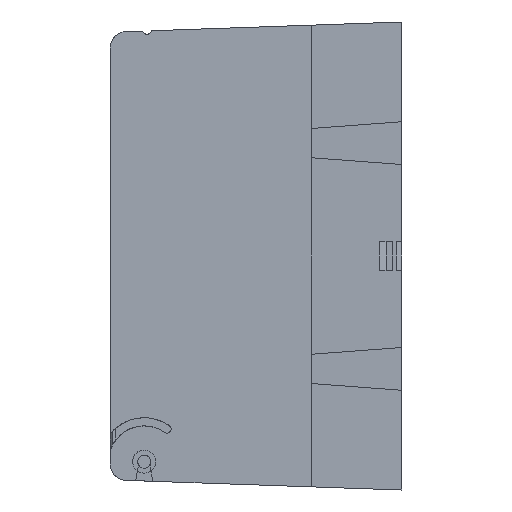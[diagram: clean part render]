
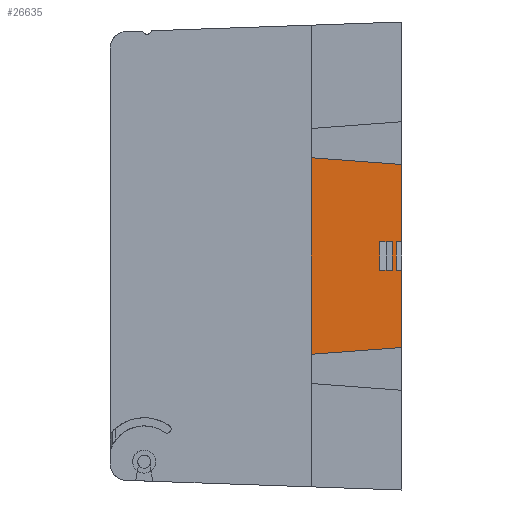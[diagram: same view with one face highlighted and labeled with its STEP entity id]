
A CAD part, left-side view. The second image highlights one B-rep face of the part: STEP entity #26635.
In plain terms, the highlighted planar face has unit normal (-1, 0, 0).
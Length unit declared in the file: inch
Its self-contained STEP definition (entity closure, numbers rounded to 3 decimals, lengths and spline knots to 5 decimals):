
#226 = ORIENTED_EDGE ( 'NONE', *, *, #20754, .T. ) ;
#867 = VECTOR ( 'NONE', #23526, 39.37008 ) ;
#2416 = EDGE_CURVE ( 'NONE', #46656, #29193, #59736, .T. ) ;
#2810 = ORIENTED_EDGE ( 'NONE', *, *, #14665, .F. ) ;
#3056 = CARTESIAN_POINT ( 'NONE',  ( -6.525, 0.115, 0.175 ) ) ;
#3833 = CARTESIAN_POINT ( 'NONE',  ( -6.525, 0., 0.175 ) ) ;
#4693 = EDGE_CURVE ( 'NONE', #46656, #14464, #65474, .T. ) ;
#5218 = DIRECTION ( 'NONE',  ( 0., -1., 0. ) ) ;
#5447 = CARTESIAN_POINT ( 'NONE',  ( -6.525, 0.115, 0.175 ) ) ;
#5846 = CARTESIAN_POINT ( 'NONE',  ( -6.525, 0., -1.115 ) ) ;
#6657 = EDGE_LOOP ( 'NONE', ( #12498, #226, #7368, #19975 ) ) ;
#7368 = ORIENTED_EDGE ( 'NONE', *, *, #22417, .T. ) ;
#7698 = CARTESIAN_POINT ( 'NONE',  ( -6.525, 0.115, -0.175 ) ) ;
#7857 = LINE ( 'NONE', #48049, #35016 ) ;
#7987 = DIRECTION ( 'NONE',  ( 0., 0., 1. ) ) ;
#8225 = CARTESIAN_POINT ( 'NONE',  ( -6.525, 0.115, -0.175 ) ) ;
#8325 = EDGE_CURVE ( 'NONE', #14464, #55531, #54873, .T. ) ;
#8655 = CARTESIAN_POINT ( 'NONE',  ( -6.525, 1.1, -1.19653 ) ) ;
#8871 = DIRECTION ( 'NONE',  ( 0., 0., -1. ) ) ;
#10061 = FACE_OUTER_BOUND ( 'NONE', #54422, .T. ) ;
#12498 = ORIENTED_EDGE ( 'NONE', *, *, #26343, .F. ) ;
#12620 = CARTESIAN_POINT ( 'NONE',  ( -6.525, 0.26794, -0.175 ) ) ;
#13091 = CARTESIAN_POINT ( 'NONE',  ( -6.525, 1.1, 1.19653 ) ) ;
#13379 = DIRECTION ( 'NONE',  ( 0., -0.997, -0.074 ) ) ;
#14464 = VERTEX_POINT ( 'NONE', #68506 ) ;
#14665 = EDGE_CURVE ( 'NONE', #58499, #31409, #7857, .T. ) ;
#14675 = DIRECTION ( 'NONE',  ( 0., 0., -1. ) ) ;
#14755 = CARTESIAN_POINT ( 'NONE',  ( -6.525, 0., 6.44233 ) ) ;
#15330 = EDGE_CURVE ( 'NONE', #43217, #55531, #50704, .T. ) ;
#16534 = ORIENTED_EDGE ( 'NONE', *, *, #15330, .T. ) ;
#16868 = DIRECTION ( 'NONE',  ( 0., -1., 0. ) ) ;
#17015 = VERTEX_POINT ( 'NONE', #7698 ) ;
#17381 = CARTESIAN_POINT ( 'NONE',  ( -6.525, 0., 1.115 ) ) ;
#17947 = VERTEX_POINT ( 'NONE', #3056 ) ;
#18001 = CARTESIAN_POINT ( 'NONE',  ( -6.525, 0., 0.175 ) ) ;
#18115 = CARTESIAN_POINT ( 'NONE',  ( -6.525, 0., -0.175 ) ) ;
#18723 = LINE ( 'NONE', #60988, #867 ) ;
#19975 = ORIENTED_EDGE ( 'NONE', *, *, #26038, .F. ) ;
#20752 = CARTESIAN_POINT ( 'NONE',  ( -6.525, 1.1, 6.44233 ) ) ;
#20754 = EDGE_CURVE ( 'NONE', #65973, #34109, #43822, .T. ) ;
#21331 = ORIENTED_EDGE ( 'NONE', *, *, #8325, .F. ) ;
#22025 = LINE ( 'NONE', #52048, #43133 ) ;
#22417 = EDGE_CURVE ( 'NONE', #34109, #17947, #45359, .T. ) ;
#22988 = PLANE ( 'NONE',  #57004 ) ;
#23526 = DIRECTION ( 'NONE',  ( 0., -1., 0. ) ) ;
#24759 = VECTOR ( 'NONE', #37270, 39.37008 ) ;
#25882 = CARTESIAN_POINT ( 'NONE',  ( -6.525, 0.065, 0.175 ) ) ;
#25907 = VECTOR ( 'NONE', #16868, 39.37008 ) ;
#26038 = EDGE_CURVE ( 'NONE', #17015, #17947, #51696, .T. ) ;
#26220 = VECTOR ( 'NONE', #14675, 39.37008 ) ;
#26343 = EDGE_CURVE ( 'NONE', #65973, #17015, #18723, .T. ) ;
#26635 = ADVANCED_FACE ( 'NONE', ( #10061, #51561 ), #22988, .F. ) ;
#29193 = VERTEX_POINT ( 'NONE', #25882 ) ;
#29195 = EDGE_CURVE ( 'NONE', #29193, #31409, #39140, .T. ) ;
#29620 = DIRECTION ( 'NONE',  ( 0., 0., 1. ) ) ;
#30084 = CARTESIAN_POINT ( 'NONE',  ( -6.525, 0.065, -0.175 ) ) ;
#30964 = VECTOR ( 'NONE', #5218, 39.37008 ) ;
#30969 = CARTESIAN_POINT ( 'NONE',  ( -6.525, 0.26794, 0.175 ) ) ;
#31409 = VERTEX_POINT ( 'NONE', #18001 ) ;
#34109 = VERTEX_POINT ( 'NONE', #30969 ) ;
#34235 = ORIENTED_EDGE ( 'NONE', *, *, #4693, .F. ) ;
#35010 = LINE ( 'NONE', #20752, #47571 ) ;
#35016 = VECTOR ( 'NONE', #47364, 39.37008 ) ;
#37270 = DIRECTION ( 'NONE',  ( 0., -1., 0. ) ) ;
#37397 = VECTOR ( 'NONE', #7987, 39.37008 ) ;
#38281 = ORIENTED_EDGE ( 'NONE', *, *, #55814, .T. ) ;
#39140 = LINE ( 'NONE', #3833, #24759 ) ;
#43133 = VECTOR ( 'NONE', #13379, 39.37008 ) ;
#43217 = VERTEX_POINT ( 'NONE', #8655 ) ;
#43822 = LINE ( 'NONE', #61474, #58058 ) ;
#44592 = EDGE_CURVE ( 'NONE', #59397, #58499, #22025, .T. ) ;
#45359 = LINE ( 'NONE', #5447, #30964 ) ;
#45482 = DIRECTION ( 'NONE',  ( 0., 0., 1. ) ) ;
#46656 = VERTEX_POINT ( 'NONE', #61830 ) ;
#47364 = DIRECTION ( 'NONE',  ( 0., 0., -1. ) ) ;
#47571 = VECTOR ( 'NONE', #57316, 39.37008 ) ;
#47919 = DIRECTION ( 'NONE',  ( 1., 0., 0. ) ) ;
#48049 = CARTESIAN_POINT ( 'NONE',  ( -6.525, 0., 6.44233 ) ) ;
#49002 = VECTOR ( 'NONE', #55263, 39.37008 ) ;
#50704 = LINE ( 'NONE', #56095, #49002 ) ;
#51561 = FACE_BOUND ( 'NONE', #6657, .T. ) ;
#51696 = LINE ( 'NONE', #8225, #37397 ) ;
#52048 = CARTESIAN_POINT ( 'NONE',  ( -6.525, 0., 1.115 ) ) ;
#54422 = EDGE_LOOP ( 'NONE', ( #21331, #34235, #61026, #62459, #2810, #65137, #38281, #16534 ) ) ;
#54873 = LINE ( 'NONE', #14755, #26220 ) ;
#55263 = DIRECTION ( 'NONE',  ( 0., -0.997, 0.074 ) ) ;
#55531 = VERTEX_POINT ( 'NONE', #5846 ) ;
#55814 = EDGE_CURVE ( 'NONE', #59397, #43217, #35010, .T. ) ;
#56095 = CARTESIAN_POINT ( 'NONE',  ( -6.525, -0.55706, -1.07371 ) ) ;
#57004 = AXIS2_PLACEMENT_3D ( 'NONE', #64952, #47919, #8871 ) ;
#57316 = DIRECTION ( 'NONE',  ( 0., 0., -1. ) ) ;
#58058 = VECTOR ( 'NONE', #45482, 39.37008 ) ;
#58499 = VERTEX_POINT ( 'NONE', #17381 ) ;
#59397 = VERTEX_POINT ( 'NONE', #13091 ) ;
#59736 = LINE ( 'NONE', #30084, #60495 ) ;
#60495 = VECTOR ( 'NONE', #29620, 39.37008 ) ;
#60988 = CARTESIAN_POINT ( 'NONE',  ( -6.525, 0.115, -0.175 ) ) ;
#61026 = ORIENTED_EDGE ( 'NONE', *, *, #2416, .T. ) ;
#61474 = CARTESIAN_POINT ( 'NONE',  ( -6.525, 0.26794, -0.175 ) ) ;
#61830 = CARTESIAN_POINT ( 'NONE',  ( -6.525, 0.065, -0.175 ) ) ;
#62459 = ORIENTED_EDGE ( 'NONE', *, *, #29195, .T. ) ;
#64952 = CARTESIAN_POINT ( 'NONE',  ( -6.525, 0., 6.44233 ) ) ;
#65137 = ORIENTED_EDGE ( 'NONE', *, *, #44592, .F. ) ;
#65474 = LINE ( 'NONE', #18115, #25907 ) ;
#65973 = VERTEX_POINT ( 'NONE', #12620 ) ;
#68506 = CARTESIAN_POINT ( 'NONE',  ( -6.525, 0., -0.175 ) ) ;
